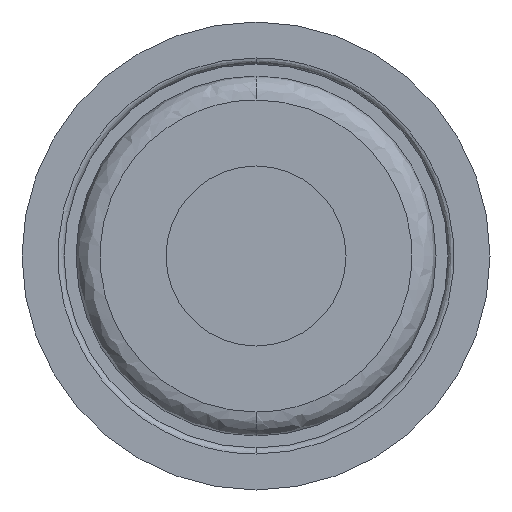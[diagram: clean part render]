
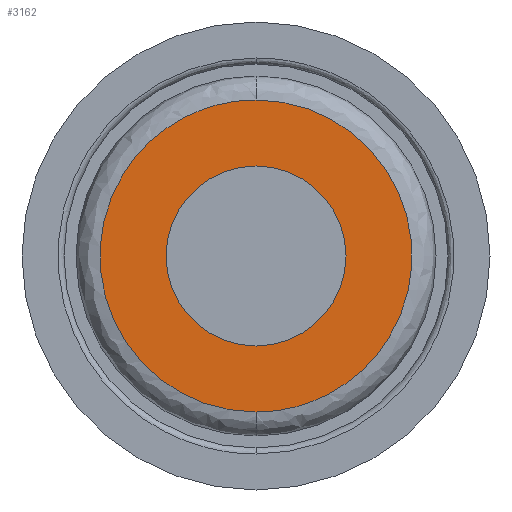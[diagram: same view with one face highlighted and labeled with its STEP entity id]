
A CAD part, front view. The second image highlights one B-rep face of the part: STEP entity #3162.
In plain terms, the highlighted planar face has unit normal (0, -1, 0).
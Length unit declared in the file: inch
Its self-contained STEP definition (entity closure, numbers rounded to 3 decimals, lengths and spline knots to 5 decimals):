
#77 = CIRCLE ( 'NONE', #5365, 0.29528 ) ;
#104 = CARTESIAN_POINT ( 'NONE',  ( 0.55388, 0.02415, 0.87458 ) ) ;
#129 =( BOUNDED_CURVE ( )  B_SPLINE_CURVE ( 3, ( #1446, #5063, #2805, #104 ),
 .UNSPECIFIED., .F., .F. ) 
 B_SPLINE_CURVE_WITH_KNOTS ( ( 4, 4 ),
 ( 0., 1. ),
 .UNSPECIFIED. ) 
 CURVE ( )  GEOMETRIC_REPRESENTATION_ITEM ( )  RATIONAL_B_SPLINE_CURVE ( ( 1., 0.333, 0.333, 1. ) ) 
 REPRESENTATION_ITEM ( '' )  );
#229 = ORIENTED_EDGE ( 'NONE', *, *, #4492, .T. ) ;
#232 = ORIENTED_EDGE ( 'NONE', *, *, #2851, .T. ) ;
#728 = VERTEX_POINT ( 'NONE', #3419 ) ;
#734 = CARTESIAN_POINT ( 'NONE',  ( 0.55388, 0.02415, 1.68167 ) ) ;
#786 = CARTESIAN_POINT ( 'NONE',  ( 0.55388, 0.02415, 1.38639 ) ) ;
#862 = VERTEX_POINT ( 'NONE', #734 ) ;
#927 = PLANE ( 'NONE',  #1513 ) ;
#949 = DIRECTION ( 'NONE',  ( 0., 0., -1. ) ) ;
#1231 = DIRECTION ( 'NONE',  ( 0., 0., -1. ) ) ;
#1446 = CARTESIAN_POINT ( 'NONE',  ( 0.55388, 0.02415, 1.8982 ) ) ;
#1513 = AXIS2_PLACEMENT_3D ( 'NONE', #3171, #3638, #949 ) ;
#1532 = EDGE_CURVE ( 'NONE', #728, #2283, #129, .T. ) ;
#1623 = CARTESIAN_POINT ( 'NONE',  ( 0.55388, 0.02415, 1.38639 ) ) ;
#1771 = FACE_OUTER_BOUND ( 'NONE', #5202, .T. ) ;
#2079 = DIRECTION ( 'NONE',  ( 0., 0., -1. ) ) ;
#2124 = CARTESIAN_POINT ( 'NONE',  ( -0.46974, 0.02415, 0.87458 ) ) ;
#2283 = VERTEX_POINT ( 'NONE', #4769 ) ;
#2306 = AXIS2_PLACEMENT_3D ( 'NONE', #786, #3940, #1231 ) ;
#2574 = CARTESIAN_POINT ( 'NONE',  ( 0.55388, 0.02415, 1.8982 ) ) ;
#2805 = CARTESIAN_POINT ( 'NONE',  ( 1.5775, 0.02415, 0.87458 ) ) ;
#2851 = EDGE_CURVE ( 'NONE', #862, #4685, #77, .T. ) ;
#3115 = ORIENTED_EDGE ( 'NONE', *, *, #5535, .F. ) ;
#3132 = CARTESIAN_POINT ( 'NONE',  ( 0.55388, 0.02415, 1.09111 ) ) ;
#3162 = ADVANCED_FACE ( 'NONE', ( #5373, #1771 ), #927, .T. ) ;
#3171 = CARTESIAN_POINT ( 'NONE',  ( 0.84916, 0.02415, 1.38639 ) ) ;
#3190 = EDGE_LOOP ( 'NONE', ( #229, #232 ) ) ;
#3419 = CARTESIAN_POINT ( 'NONE',  ( 0.55388, 0.02415, 1.8982 ) ) ;
#3638 = DIRECTION ( 'NONE',  ( 0., -1., 0. ) ) ;
#3940 = DIRECTION ( 'NONE',  ( 0., 1., 0. ) ) ;
#4378 = CIRCLE ( 'NONE', #2306, 0.29528 ) ;
#4492 = EDGE_CURVE ( 'NONE', #4685, #862, #4378, .T. ) ;
#4608 =( BOUNDED_CURVE ( )  B_SPLINE_CURVE ( 3, ( #4831, #2124, #5285, #2574 ),
 .UNSPECIFIED., .F., .T. ) 
 B_SPLINE_CURVE_WITH_KNOTS ( ( 4, 4 ),
 ( 0., 1. ),
 .UNSPECIFIED. ) 
 CURVE ( )  GEOMETRIC_REPRESENTATION_ITEM ( )  RATIONAL_B_SPLINE_CURVE ( ( 1., 0.333, 0.333, 1. ) ) 
 REPRESENTATION_ITEM ( '' )  );
#4685 = VERTEX_POINT ( 'NONE', #3132 ) ;
#4769 = CARTESIAN_POINT ( 'NONE',  ( 0.55388, 0.02415, 0.87458 ) ) ;
#4779 = DIRECTION ( 'NONE',  ( 0., 1., 0. ) ) ;
#4831 = CARTESIAN_POINT ( 'NONE',  ( 0.55388, 0.02415, 0.87458 ) ) ;
#5063 = CARTESIAN_POINT ( 'NONE',  ( 1.5775, 0.02415, 1.8982 ) ) ;
#5202 = EDGE_LOOP ( 'NONE', ( #5466, #3115 ) ) ;
#5285 = CARTESIAN_POINT ( 'NONE',  ( -0.46974, 0.02415, 1.8982 ) ) ;
#5365 = AXIS2_PLACEMENT_3D ( 'NONE', #1623, #4779, #2079 ) ;
#5373 = FACE_BOUND ( 'NONE', #3190, .T. ) ;
#5466 = ORIENTED_EDGE ( 'NONE', *, *, #1532, .F. ) ;
#5535 = EDGE_CURVE ( 'NONE', #2283, #728, #4608, .T. ) ;
